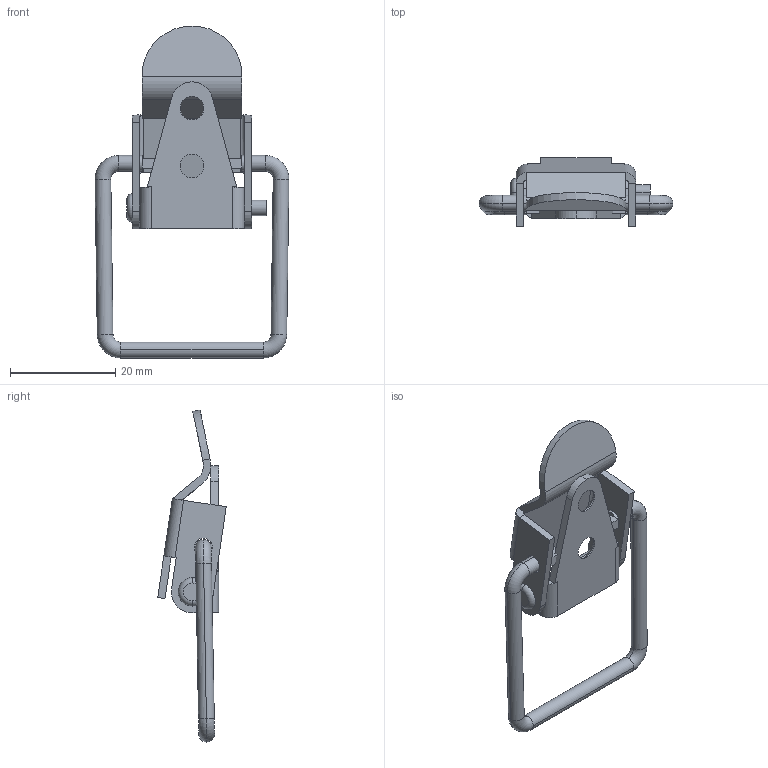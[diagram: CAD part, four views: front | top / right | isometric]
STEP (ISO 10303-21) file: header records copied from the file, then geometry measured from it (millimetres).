
FILE_DESCRIPTION (( 'STEP AP214' ), '1' );
FILE_NAME ('D10523 - 105 G3 ZP.STEP', '2017-02-14T12:47:18', ( '' ), ( '' ), 'SwSTEP 2.0', 'SolidWorks 2015', '' );
FILE_SCHEMA (( 'AUTOMOTIVE_DESIGN' ));
Length unit declared in the file: millimetre
Products named in the file (5): D10523 - 105 G3 ZP; platta; bygel; nit; överdel
Assembly tree (4 placements, depth 2):
  D10523 - 105 G3 ZP
    platta
    bygel
    nit
    överdel
Bounding box: 36.91 x 13.06 x 63.22 mm (x, y, z)
Volume: 3021.9 mm3; surface area: 4791.6 mm2
Topology: 4 solids, 4 shells, 133 faces, 318 edges, 194 vertices
Faces by surface type: plane 67, cylinder 48, torus 10, cone 4, bspline 4
Entity records: 4232 total; most frequent: CARTESIAN_POINT 876, DIRECTION 696, ORIENTED_EDGE 636, EDGE_CURVE 318, AXIS2_PLACEMENT_3D 254, VERTEX_POINT 194, VECTOR 188, LINE 188
